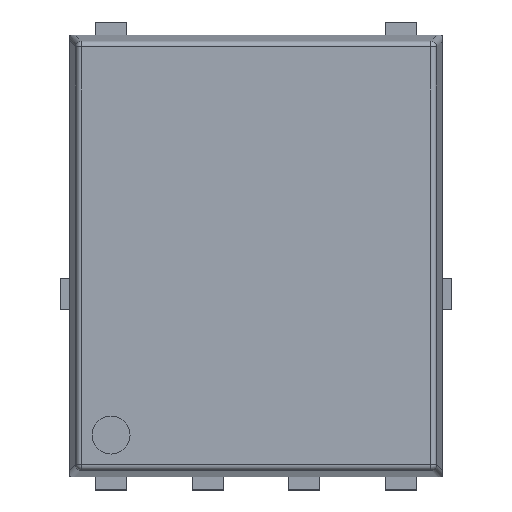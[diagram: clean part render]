
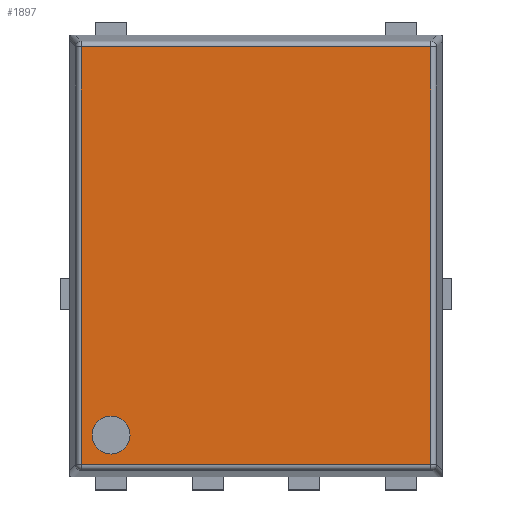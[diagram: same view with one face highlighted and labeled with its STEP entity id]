
A CAD part, top view. The second image highlights one B-rep face of the part: STEP entity #1897.
In plain terms, the highlighted planar face has unit normal (0, 0, 1).
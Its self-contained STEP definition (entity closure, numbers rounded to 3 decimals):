
#14=FACE_BOUND('',#265,.T.);
#26=PLANE('',#2043);
#162=FACE_OUTER_BOUND('',#264,.T.);
#264=EDGE_LOOP('',(#1434,#1435,#1436,#1437));
#265=EDGE_LOOP('',(#1438));
#380=LINE('',#2726,#623);
#381=LINE('',#2739,#624);
#383=LINE('',#2742,#626);
#385=LINE('',#2745,#628);
#623=VECTOR('',#2213,10.);
#624=VECTOR('',#2230,10.);
#626=VECTOR('',#2234,10.);
#628=VECTOR('',#2238,10.);
#862=CIRCLE('',#2044,0.25);
#896=VERTEX_POINT('',#2718);
#897=VERTEX_POINT('',#2722);
#900=VERTEX_POINT('',#2731);
#901=VERTEX_POINT('',#2735);
#925=VERTEX_POINT('',#2806);
#1082=EDGE_CURVE('',#896,#897,#380,.T.);
#1088=EDGE_CURVE('',#897,#901,#381,.T.);
#1090=EDGE_CURVE('',#901,#900,#383,.T.);
#1092=EDGE_CURVE('',#900,#896,#385,.T.);
#1123=EDGE_CURVE('',#925,#925,#862,.T.);
#1434=ORIENTED_EDGE('',*,*,#1082,.F.);
#1435=ORIENTED_EDGE('',*,*,#1092,.F.);
#1436=ORIENTED_EDGE('',*,*,#1090,.F.);
#1437=ORIENTED_EDGE('',*,*,#1088,.F.);
#1438=ORIENTED_EDGE('',*,*,#1123,.T.);
#1897=ADVANCED_FACE('',(#162,#14),#26,.T.);
#2043=AXIS2_PLACEMENT_3D('',#2805,#2283,#2284);
#2044=AXIS2_PLACEMENT_3D('',#2807,#2285,#2286);
#2213=DIRECTION('',(1.,0.,0.));
#2230=DIRECTION('',(0.,-1.,0.));
#2234=DIRECTION('',(-1.,0.,0.));
#2238=DIRECTION('',(0.,1.,0.));
#2283=DIRECTION('center_axis',(0.,0.,1.));
#2284=DIRECTION('ref_axis',(1.,0.,0.));
#2285=DIRECTION('center_axis',(0.,0.,-1.));
#2286=DIRECTION('ref_axis',(-1.,0.,0.));
#2718=CARTESIAN_POINT('',(-2.296,2.746,1.1));
#2722=CARTESIAN_POINT('',(2.296,2.746,1.1));
#2726=CARTESIAN_POINT('',(1.225,2.746,1.1));
#2731=CARTESIAN_POINT('',(-2.296,-2.746,1.1));
#2735=CARTESIAN_POINT('',(2.296,-2.746,1.1));
#2739=CARTESIAN_POINT('',(2.296,-1.45,1.1));
#2742=CARTESIAN_POINT('',(1.225,-2.746,1.1));
#2745=CARTESIAN_POINT('',(-2.296,-1.45,1.1));
#2805=CARTESIAN_POINT('Origin',(0.,0.,1.1));
#2806=CARTESIAN_POINT('',(-1.655,-2.355,1.1));
#2807=CARTESIAN_POINT('Origin',(-1.905,-2.355,1.1));
